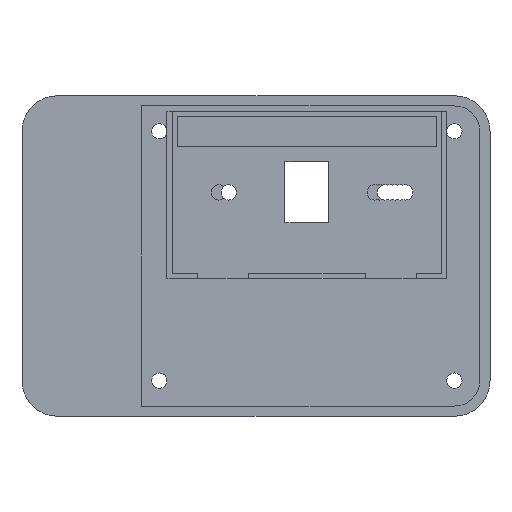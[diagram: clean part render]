
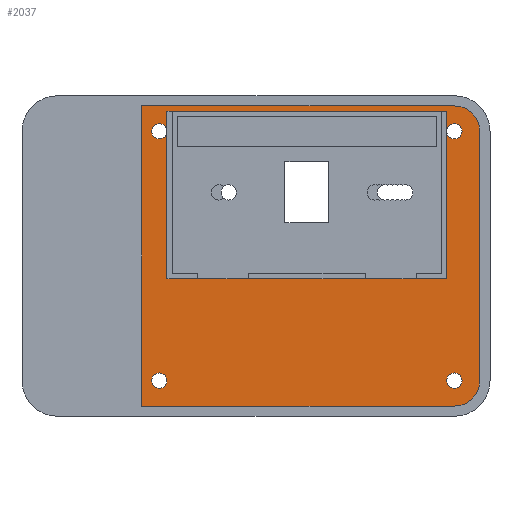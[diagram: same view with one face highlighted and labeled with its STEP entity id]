
A CAD part, left-side view. The second image highlights one B-rep face of the part: STEP entity #2037.
In plain terms, the highlighted planar face has unit normal (-1, 0, 0).
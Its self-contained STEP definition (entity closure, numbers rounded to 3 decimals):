
#55=FACE_BOUND('',#295,.T.);
#56=FACE_BOUND('',#296,.T.);
#57=FACE_BOUND('',#297,.T.);
#96=CIRCLE('',#2192,5.);
#97=CIRCLE('',#2193,5.);
#98=CIRCLE('',#2194,1.5);
#99=CIRCLE('',#2195,1.5);
#100=CIRCLE('',#2196,1.5);
#101=CIRCLE('',#2197,1.5);
#102=CIRCLE('',#2198,1.5);
#103=CIRCLE('',#2199,1.5);
#181=FACE_OUTER_BOUND('',#294,.T.);
#294=EDGE_LOOP('',(#1515,#1516,#1517,#1518,#1519,#1520));
#295=EDGE_LOOP('',(#1521));
#296=EDGE_LOOP('',(#1522));
#297=EDGE_LOOP('',(#1523,#1524,#1525,#1526,#1527,#1528,#1529,#1530,#1531,
#1532));
#487=LINE('',#3169,#711);
#488=LINE('',#3171,#712);
#489=LINE('',#3175,#713);
#490=LINE('',#3178,#714);
#491=LINE('',#3185,#715);
#492=LINE('',#3187,#716);
#493=LINE('',#3192,#717);
#494=LINE('',#3194,#718);
#495=LINE('',#3196,#719);
#496=LINE('',#3200,#720);
#711=VECTOR('',#2536,10.);
#712=VECTOR('',#2537,10.);
#713=VECTOR('',#2540,10.);
#714=VECTOR('',#2543,10.);
#715=VECTOR('',#2548,10.);
#716=VECTOR('',#2549,10.);
#717=VECTOR('',#2554,10.);
#718=VECTOR('',#2555,10.);
#719=VECTOR('',#2556,10.);
#720=VECTOR('',#2561,10.);
#932=VERTEX_POINT('',#3167);
#933=VERTEX_POINT('',#3168);
#934=VERTEX_POINT('',#3170);
#935=VERTEX_POINT('',#3172);
#936=VERTEX_POINT('',#3174);
#937=VERTEX_POINT('',#3176);
#938=VERTEX_POINT('',#3179);
#939=VERTEX_POINT('',#3181);
#940=VERTEX_POINT('',#3183);
#941=VERTEX_POINT('',#3184);
#942=VERTEX_POINT('',#3186);
#943=VERTEX_POINT('',#3188);
#944=VERTEX_POINT('',#3191);
#945=VERTEX_POINT('',#3193);
#946=VERTEX_POINT('',#3195);
#947=VERTEX_POINT('',#3197);
#1161=EDGE_CURVE('',#932,#933,#487,.T.);
#1162=EDGE_CURVE('',#933,#934,#488,.T.);
#1163=EDGE_CURVE('',#934,#935,#96,.T.);
#1164=EDGE_CURVE('',#935,#936,#489,.T.);
#1165=EDGE_CURVE('',#936,#937,#97,.T.);
#1166=EDGE_CURVE('',#937,#932,#490,.T.);
#1167=EDGE_CURVE('',#938,#938,#98,.T.);
#1168=EDGE_CURVE('',#939,#939,#99,.T.);
#1169=EDGE_CURVE('',#940,#941,#491,.T.);
#1170=EDGE_CURVE('',#942,#940,#492,.T.);
#1171=EDGE_CURVE('',#942,#943,#100,.T.);
#1172=EDGE_CURVE('',#943,#942,#101,.T.);
#1173=EDGE_CURVE('',#944,#942,#493,.T.);
#1174=EDGE_CURVE('',#945,#944,#494,.T.);
#1175=EDGE_CURVE('',#946,#945,#495,.T.);
#1176=EDGE_CURVE('',#946,#947,#102,.T.);
#1177=EDGE_CURVE('',#947,#946,#103,.T.);
#1178=EDGE_CURVE('',#941,#946,#496,.T.);
#1515=ORIENTED_EDGE('',*,*,#1161,.T.);
#1516=ORIENTED_EDGE('',*,*,#1162,.T.);
#1517=ORIENTED_EDGE('',*,*,#1163,.T.);
#1518=ORIENTED_EDGE('',*,*,#1164,.T.);
#1519=ORIENTED_EDGE('',*,*,#1165,.T.);
#1520=ORIENTED_EDGE('',*,*,#1166,.T.);
#1521=ORIENTED_EDGE('',*,*,#1167,.T.);
#1522=ORIENTED_EDGE('',*,*,#1168,.T.);
#1523=ORIENTED_EDGE('',*,*,#1169,.F.);
#1524=ORIENTED_EDGE('',*,*,#1170,.F.);
#1525=ORIENTED_EDGE('',*,*,#1171,.T.);
#1526=ORIENTED_EDGE('',*,*,#1172,.T.);
#1527=ORIENTED_EDGE('',*,*,#1173,.F.);
#1528=ORIENTED_EDGE('',*,*,#1174,.F.);
#1529=ORIENTED_EDGE('',*,*,#1175,.F.);
#1530=ORIENTED_EDGE('',*,*,#1176,.T.);
#1531=ORIENTED_EDGE('',*,*,#1177,.T.);
#1532=ORIENTED_EDGE('',*,*,#1178,.F.);
#1951=PLANE('',#2191);
#2037=ADVANCED_FACE('',(#181,#55,#56,#57),#1951,.F.);
#2191=AXIS2_PLACEMENT_3D('',#3166,#2534,#2535);
#2192=AXIS2_PLACEMENT_3D('',#3173,#2538,#2539);
#2193=AXIS2_PLACEMENT_3D('',#3177,#2541,#2542);
#2194=AXIS2_PLACEMENT_3D('',#3180,#2544,#2545);
#2195=AXIS2_PLACEMENT_3D('',#3182,#2546,#2547);
#2196=AXIS2_PLACEMENT_3D('',#3189,#2550,#2551);
#2197=AXIS2_PLACEMENT_3D('',#3190,#2552,#2553);
#2198=AXIS2_PLACEMENT_3D('',#3198,#2557,#2558);
#2199=AXIS2_PLACEMENT_3D('',#3199,#2559,#2560);
#2534=DIRECTION('center_axis',(1.,0.,0.));
#2535=DIRECTION('ref_axis',(0.,-1.,0.));
#2536=DIRECTION('',(0.,0.,-1.));
#2537=DIRECTION('',(0.,-1.,0.));
#2538=DIRECTION('center_axis',(-1.,0.,0.));
#2539=DIRECTION('ref_axis',(0.,-1.,0.));
#2540=DIRECTION('',(0.,0.,1.));
#2541=DIRECTION('center_axis',(-1.,0.,0.));
#2542=DIRECTION('ref_axis',(0.,0.,1.));
#2543=DIRECTION('',(0.,1.,0.));
#2544=DIRECTION('center_axis',(1.,0.,0.));
#2545=DIRECTION('ref_axis',(0.,0.,
-1.));
#2546=DIRECTION('center_axis',(1.,0.,0.));
#2547=DIRECTION('ref_axis',(0.,0.,
-1.));
#2548=DIRECTION('',(0.,1.,0.));
#2549=DIRECTION('',(0.,0.,1.));
#2550=DIRECTION('center_axis',(1.,0.,0.));
#2551=DIRECTION('ref_axis',(0.,0.,
-1.));
#2552=DIRECTION('center_axis',(1.,0.,0.));
#2553=DIRECTION('ref_axis',(0.,0.,
-1.));
#2554=DIRECTION('',(0.,0.,1.));
#2555=DIRECTION('',(0.,-1.,0.));
#2556=DIRECTION('',(0.,0.,-1.));
#2557=DIRECTION('center_axis',(1.,0.,0.));
#2558=DIRECTION('ref_axis',(0.,0.,
-1.));
#2559=DIRECTION('center_axis',(1.,0.,0.));
#2560=DIRECTION('ref_axis',(0.,0.,
-1.));
#2561=DIRECTION('',(0.,0.,-1.));
#3166=CARTESIAN_POINT('Origin',(-17.575,-27.013,12.));
#3167=CARTESIAN_POINT('',(-17.575,34.487,17.));
#3168=CARTESIAN_POINT('',(-17.575,34.487,-42.));
#3169=CARTESIAN_POINT('',(-17.575,34.487,14.5));
#3170=CARTESIAN_POINT('',(-17.575,-27.013,-42.));
#3171=CARTESIAN_POINT('',(-17.575,-27.013,-42.));
#3172=CARTESIAN_POINT('',(-17.575,-32.013,-37.));
#3173=CARTESIAN_POINT('Origin',(-17.575,-27.013,-37.));
#3174=CARTESIAN_POINT('',(-17.575,-32.013,12.));
#3175=CARTESIAN_POINT('',(-17.575,-32.013,12.));
#3176=CARTESIAN_POINT('',(-17.575,-27.013,17.));
#3177=CARTESIAN_POINT('Origin',(-17.575,-27.013,12.));
#3178=CARTESIAN_POINT('',(-17.575,50.987,17.));
#3179=CARTESIAN_POINT('',(-17.575,30.987,-35.5));
#3180=CARTESIAN_POINT('Origin',(-17.575,30.987,-37.));
#3181=CARTESIAN_POINT('',(-17.575,-27.013,-35.5));
#3182=CARTESIAN_POINT('Origin',(-17.575,-27.013,-37.));
#3183=CARTESIAN_POINT('',(-17.575,-25.513,16.));
#3184=CARTESIAN_POINT('',(-17.575,29.487,16.));
#3185=CARTESIAN_POINT('',(-17.575,15.237,16.));
#3186=CARTESIAN_POINT('',(-17.575,-25.513,12.));
#3187=CARTESIAN_POINT('',(-17.575,-25.513,-2.5));
#3188=CARTESIAN_POINT('',(-17.575,-27.013,13.5));
#3189=CARTESIAN_POINT('Origin',(-17.575,-27.013,12.));
#3190=CARTESIAN_POINT('Origin',(-17.575,-27.013,12.));
#3191=CARTESIAN_POINT('',(-17.575,-25.513,-17.));
#3192=CARTESIAN_POINT('',(-17.575,-25.513,-2.5));
#3193=CARTESIAN_POINT('',(-17.575,29.487,-17.));
#3194=CARTESIAN_POINT('',(-17.575,1.237,-17.));
#3195=CARTESIAN_POINT('',(-17.575,29.487,12.));
#3196=CARTESIAN_POINT('',(-17.575,29.487,14.));
#3197=CARTESIAN_POINT('',(-17.575,30.987,13.5));
#3198=CARTESIAN_POINT('Origin',(-17.575,30.987,12.));
#3199=CARTESIAN_POINT('Origin',(-17.575,30.987,12.));
#3200=CARTESIAN_POINT('',(-17.575,29.487,14.));
